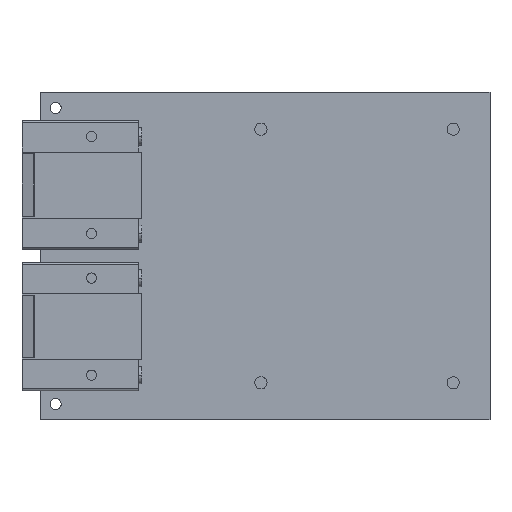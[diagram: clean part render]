
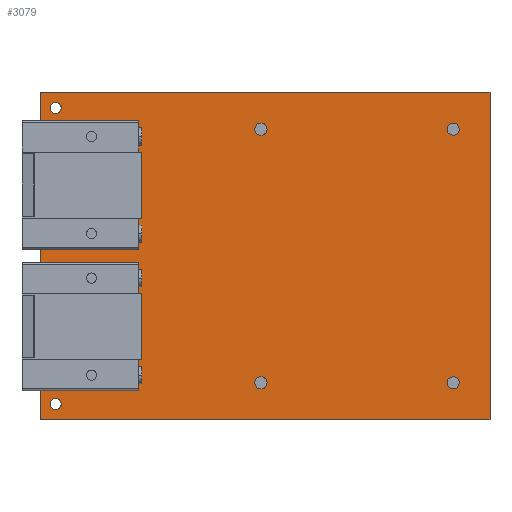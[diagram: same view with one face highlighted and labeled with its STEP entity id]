
A CAD part, top view. The second image highlights one B-rep face of the part: STEP entity #3079.
In plain terms, the highlighted planar face has unit normal (0, 0, 1).
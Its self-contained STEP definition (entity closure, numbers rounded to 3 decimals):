
#1155=CIRCLE($,#2573,1.6);
#1156=CIRCLE($,#2574,1.6);
#1159=CIRCLE($,#2579,1.6);
#1160=CIRCLE($,#2580,1.6);
#1163=CIRCLE($,#2585,1.6);
#1164=CIRCLE($,#2586,1.6);
#1167=CIRCLE($,#2591,1.6);
#1168=CIRCLE($,#2592,1.6);
#1171=CIRCLE($,#2597,1.35);
#1172=CIRCLE($,#2598,1.35);
#1175=CIRCLE($,#2603,1.35);
#1176=CIRCLE($,#2604,1.35);
#2021=FACE_OUTER_BOUND($,#2276,.F.);
#2027=FACE_OUTER_BOUND($,#2282,.T.);
#2033=FACE_OUTER_BOUND($,#2288,.T.);
#2039=FACE_OUTER_BOUND($,#2294,.T.);
#2043=FACE_OUTER_BOUND($,#2298,.T.);
#2047=FACE_OUTER_BOUND($,#2302,.T.);
#2051=FACE_OUTER_BOUND($,#2306,.T.);
#2055=FACE_OUTER_BOUND($,#2310,.T.);
#2059=FACE_OUTER_BOUND($,#2314,.T.);
#2276=EDGE_LOOP($,(#3318,#3319,#3320,#3321));
#2282=EDGE_LOOP($,(#3342,#3343,#3344,#3345));
#2288=EDGE_LOOP($,(#3366,#3367,#3368,#3369));
#2294=EDGE_LOOP($,(#3390,#3391));
#2298=EDGE_LOOP($,(#3402,#3403));
#2302=EDGE_LOOP($,(#3414,#3415));
#2306=EDGE_LOOP($,(#3426,#3427));
#2310=EDGE_LOOP($,(#3438,#3439));
#2314=EDGE_LOOP($,(#3450,#3451));
#2559=AXIS2_PLACEMENT_3D($,#7621,#6601,$);
#2573=AXIS2_PLACEMENT_3D($,#7653,#6601,$);
#2574=AXIS2_PLACEMENT_3D($,#7654,#6601,$);
#2579=AXIS2_PLACEMENT_3D($,#7665,#6601,$);
#2580=AXIS2_PLACEMENT_3D($,#7666,#6601,$);
#2585=AXIS2_PLACEMENT_3D($,#7677,#6601,$);
#2586=AXIS2_PLACEMENT_3D($,#7678,#6601,$);
#2591=AXIS2_PLACEMENT_3D($,#7689,#6601,$);
#2592=AXIS2_PLACEMENT_3D($,#7690,#6601,$);
#2597=AXIS2_PLACEMENT_3D($,#7701,#6601,$);
#2598=AXIS2_PLACEMENT_3D($,#7702,#6601,$);
#2603=AXIS2_PLACEMENT_3D($,#7713,#6601,$);
#2604=AXIS2_PLACEMENT_3D($,#7714,#6601,$);
#2908=PLANE($,#2559);
#3079=ADVANCED_FACE($,(#2021,#2027,#2033,#2039,#2043,#2047,#2051,#2055,
#2059),#2908,.T.);
#3318=ORIENTED_EDGE($,*,*,#4524,.T.);
#3319=ORIENTED_EDGE($,*,*,#4525,.T.);
#3320=ORIENTED_EDGE($,*,*,#4526,.T.);
#3321=ORIENTED_EDGE($,*,*,#4527,.T.);
#3342=ORIENTED_EDGE($,*,*,#4537,.T.);
#3343=ORIENTED_EDGE($,*,*,#4538,.T.);
#3344=ORIENTED_EDGE($,*,*,#4539,.T.);
#3345=ORIENTED_EDGE($,*,*,#4540,.T.);
#3366=ORIENTED_EDGE($,*,*,#4550,.T.);
#3367=ORIENTED_EDGE($,*,*,#4551,.T.);
#3368=ORIENTED_EDGE($,*,*,#4552,.T.);
#3369=ORIENTED_EDGE($,*,*,#4553,.T.);
#3390=ORIENTED_EDGE($,*,*,#4563,.T.);
#3391=ORIENTED_EDGE($,*,*,#4564,.T.);
#3402=ORIENTED_EDGE($,*,*,#4570,.T.);
#3403=ORIENTED_EDGE($,*,*,#4571,.T.);
#3414=ORIENTED_EDGE($,*,*,#4577,.T.);
#3415=ORIENTED_EDGE($,*,*,#4578,.T.);
#3426=ORIENTED_EDGE($,*,*,#4584,.T.);
#3427=ORIENTED_EDGE($,*,*,#4585,.T.);
#3438=ORIENTED_EDGE($,*,*,#4591,.T.);
#3439=ORIENTED_EDGE($,*,*,#4592,.T.);
#3450=ORIENTED_EDGE($,*,*,#4598,.T.);
#3451=ORIENTED_EDGE($,*,*,#4599,.T.);
#4524=EDGE_CURVE($,#6089,#6090,#5614,.T.);
#4525=EDGE_CURVE($,#6090,#6091,#5615,.T.);
#4526=EDGE_CURVE($,#6091,#6092,#5616,.T.);
#4527=EDGE_CURVE($,#6092,#6089,#5617,.T.);
#4537=EDGE_CURVE($,#6099,#6100,#5627,.T.);
#4538=EDGE_CURVE($,#6100,#6101,#5628,.T.);
#4539=EDGE_CURVE($,#6101,#6102,#5629,.T.);
#4540=EDGE_CURVE($,#6102,#6099,#5630,.T.);
#4550=EDGE_CURVE($,#6109,#6110,#5640,.T.);
#4551=EDGE_CURVE($,#6110,#6111,#5641,.T.);
#4552=EDGE_CURVE($,#6111,#6112,#5642,.T.);
#4553=EDGE_CURVE($,#6112,#6109,#5643,.T.);
#4563=EDGE_CURVE($,#6119,#6120,#1155,.F.);
#4564=EDGE_CURVE($,#6120,#6119,#1156,.F.);
#4570=EDGE_CURVE($,#6125,#6126,#1159,.F.);
#4571=EDGE_CURVE($,#6126,#6125,#1160,.F.);
#4577=EDGE_CURVE($,#6131,#6132,#1163,.F.);
#4578=EDGE_CURVE($,#6132,#6131,#1164,.F.);
#4584=EDGE_CURVE($,#6137,#6138,#1167,.F.);
#4585=EDGE_CURVE($,#6138,#6137,#1168,.F.);
#4591=EDGE_CURVE($,#6143,#6144,#1171,.F.);
#4592=EDGE_CURVE($,#6144,#6143,#1172,.F.);
#4598=EDGE_CURVE($,#6149,#6150,#1175,.F.);
#4599=EDGE_CURVE($,#6150,#6149,#1176,.F.);
#5139=VECTOR($,#6604,80.);
#5140=VECTOR($,#6605,110.);
#5141=VECTOR($,#6606,80.);
#5142=VECTOR($,#6607,110.);
#5152=VECTOR($,#6621,80.);
#5153=VECTOR($,#6622,110.);
#5154=VECTOR($,#6623,80.);
#5155=VECTOR($,#6624,110.);
#5165=VECTOR($,#6638,80.);
#5166=VECTOR($,#6639,110.);
#5167=VECTOR($,#6640,80.);
#5168=VECTOR($,#6641,110.);
#5614=LINE($,#7620,#5139);
#5615=LINE($,#7621,#5140);
#5616=LINE($,#7622,#5141);
#5617=LINE($,#7623,#5142);
#5627=LINE($,#7630,#5152);
#5628=LINE($,#7631,#5153);
#5629=LINE($,#7632,#5154);
#5630=LINE($,#7633,#5155);
#5640=LINE($,#7640,#5165);
#5641=LINE($,#7641,#5166);
#5642=LINE($,#7642,#5167);
#5643=LINE($,#7643,#5168);
#6089=VERTEX_POINT($,#7620);
#6090=VERTEX_POINT($,#7621);
#6091=VERTEX_POINT($,#7622);
#6092=VERTEX_POINT($,#7623);
#6099=VERTEX_POINT($,#7630);
#6100=VERTEX_POINT($,#7631);
#6101=VERTEX_POINT($,#7632);
#6102=VERTEX_POINT($,#7633);
#6109=VERTEX_POINT($,#7640);
#6110=VERTEX_POINT($,#7641);
#6111=VERTEX_POINT($,#7642);
#6112=VERTEX_POINT($,#7643);
#6119=VERTEX_POINT($,#7650);
#6120=VERTEX_POINT($,#7651);
#6125=VERTEX_POINT($,#7662);
#6126=VERTEX_POINT($,#7663);
#6131=VERTEX_POINT($,#7674);
#6132=VERTEX_POINT($,#7675);
#6137=VERTEX_POINT($,#7686);
#6138=VERTEX_POINT($,#7687);
#6143=VERTEX_POINT($,#7698);
#6144=VERTEX_POINT($,#7699);
#6149=VERTEX_POINT($,#7710);
#6150=VERTEX_POINT($,#7711);
#6601=DIRECTION($,(0.,0.,1.));
#6604=DIRECTION($,(0.,1.,0.));
#6605=DIRECTION($,(1.,0.,0.));
#6606=DIRECTION($,(0.,-1.,0.));
#6607=DIRECTION($,(-1.,0.,0.));
#6621=DIRECTION($,(0.,1.,0.));
#6622=DIRECTION($,(1.,0.,0.));
#6623=DIRECTION($,(0.,-1.,0.));
#6624=DIRECTION($,(-1.,0.,0.));
#6638=DIRECTION($,(0.,1.,0.));
#6639=DIRECTION($,(1.,0.,0.));
#6640=DIRECTION($,(0.,-1.,0.));
#6641=DIRECTION($,(-1.,0.,0.));
#7620=CARTESIAN_POINT('',(0.,-40.,0.));
#7621=CARTESIAN_POINT('',(0.,40.,0.));
#7622=CARTESIAN_POINT('',(110.,40.,0.));
#7623=CARTESIAN_POINT('',(110.,-40.,0.));
#7630=CARTESIAN_POINT('',(0.,-40.,0.));
#7631=CARTESIAN_POINT('',(0.,40.,0.));
#7632=CARTESIAN_POINT('',(110.,40.,0.));
#7633=CARTESIAN_POINT('',(110.,-40.,0.));
#7640=CARTESIAN_POINT('',(0.,-40.,0.));
#7641=CARTESIAN_POINT('',(0.,40.,0.));
#7642=CARTESIAN_POINT('',(110.,40.,0.));
#7643=CARTESIAN_POINT('',(110.,-40.,0.));
#7650=CARTESIAN_POINT('',(14.3,-5.44,0.));
#7651=CARTESIAN_POINT('',(11.1,-5.44,0.));
#7653=CARTESIAN_POINT('',(12.7,-5.44,0.));
#7654=CARTESIAN_POINT('',(12.7,-5.44,0.));
#7662=CARTESIAN_POINT('',(14.3,-29.18,0.));
#7663=CARTESIAN_POINT('',(11.1,-29.18,0.));
#7665=CARTESIAN_POINT('',(12.7,-29.18,0.));
#7666=CARTESIAN_POINT('',(12.7,-29.18,0.));
#7674=CARTESIAN_POINT('',(14.3,29.18,0.));
#7675=CARTESIAN_POINT('',(11.1,29.18,0.));
#7677=CARTESIAN_POINT('',(12.7,29.18,0.));
#7678=CARTESIAN_POINT('',(12.7,29.18,0.));
#7686=CARTESIAN_POINT('',(14.3,5.44,0.));
#7687=CARTESIAN_POINT('',(11.1,5.44,0.));
#7689=CARTESIAN_POINT('',(12.7,5.44,0.));
#7690=CARTESIAN_POINT('',(12.7,5.44,0.));
#7698=CARTESIAN_POINT('',(5.15,-36.2,0.));
#7699=CARTESIAN_POINT('',(2.45,-36.2,0.));
#7701=CARTESIAN_POINT('',(3.8,-36.2,0.));
#7702=CARTESIAN_POINT('',(3.8,-36.2,0.));
#7710=CARTESIAN_POINT('',(5.15,36.2,0.));
#7711=CARTESIAN_POINT('',(2.45,36.2,0.));
#7713=CARTESIAN_POINT('',(3.8,36.2,0.));
#7714=CARTESIAN_POINT('',(3.8,36.2,0.));
